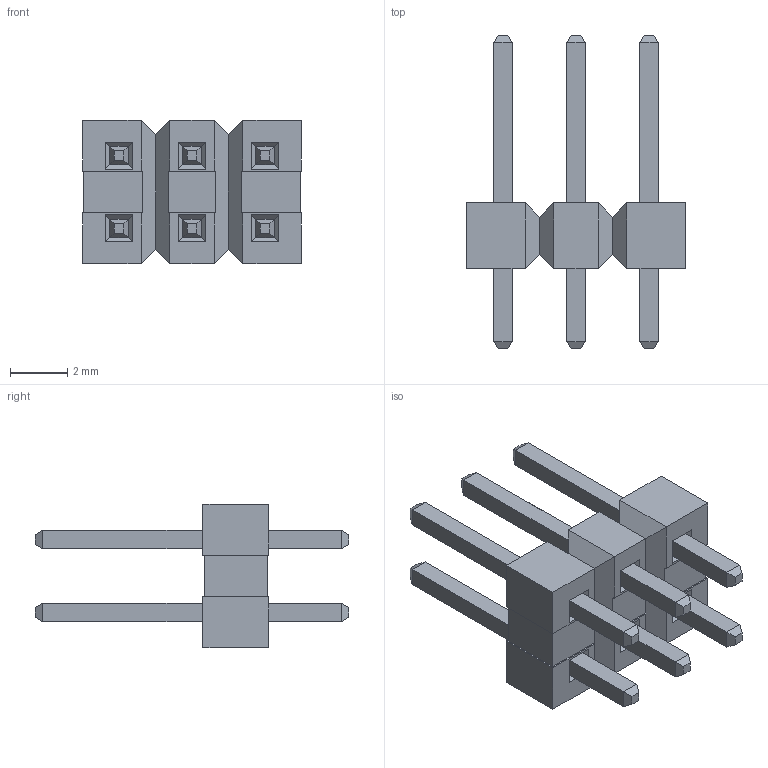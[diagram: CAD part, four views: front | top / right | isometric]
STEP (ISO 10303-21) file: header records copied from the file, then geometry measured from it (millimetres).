
FILE_DESCRIPTION((''),'2;1');
FILE_NAME('879140616','2013-07-17T',('me'),(''),'PRO/ENGINEER BY PARAMETRIC TECHNOLOGY CORPORATION, 2011490','PRO/ENGINEER BY PARAMETRIC TECHNOLOGY CORPORATION, 2011490','');
FILE_SCHEMA(('CONFIG_CONTROL_DESIGN'));
Length unit declared in the file: millimetre
Products named in the file (1): 879140616
Bounding box: 7.62 x 10.92 x 4.98 mm (x, y, z)
Volume: 99.5 mm3; surface area: 275.9 mm2
Topology: 1 solids, 1 shells, 210 faces, 468 edges, 272 vertices
Faces by surface type: plane 210
Entity records: 5570 total; most frequent: CARTESIAN_POINT 950, ORIENTED_EDGE 936, DIRECTION 888, VECTOR 468, LINE 468, EDGE_CURVE 468, VERTEX_POINT 272, EDGE_LOOP 222
